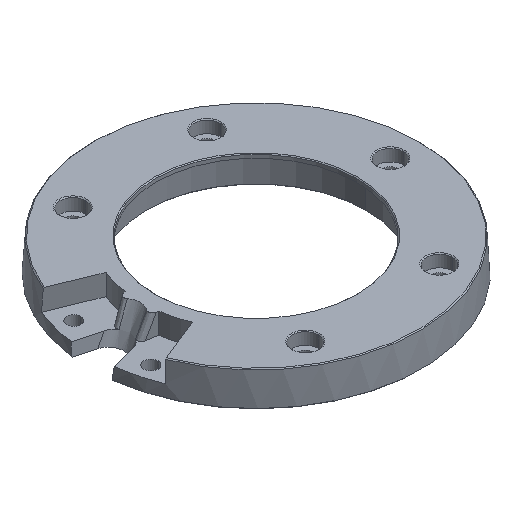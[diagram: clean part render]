
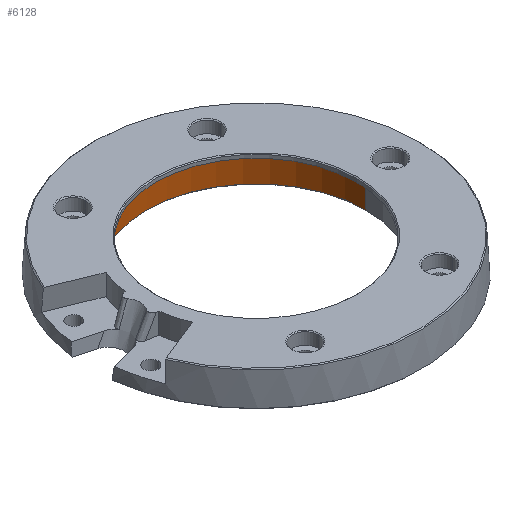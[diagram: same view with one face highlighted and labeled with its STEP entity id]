
A CAD part, isometric view. The second image highlights one B-rep face of the part: STEP entity #6128.
In plain terms, the highlighted cylindrical face has radius 26.15 mm (diameter 52.3 mm), a partial arc.
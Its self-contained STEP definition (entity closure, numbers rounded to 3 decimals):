
#209 = EDGE_LOOP ( 'NONE', ( #8880, #7644, #5977, #310 ) ) ;
#310 = ORIENTED_EDGE ( 'NONE', *, *, #7243, .T. ) ;
#375 = CYLINDRICAL_SURFACE ( 'NONE', #4618, 26.15 ) ;
#414 = DIRECTION ( 'NONE',  ( 0., 0., 1. ) ) ;
#530 = DIRECTION ( 'NONE',  ( 0., 0., -1. ) ) ;
#539 = VERTEX_POINT ( 'NONE', #9998 ) ;
#666 = AXIS2_PLACEMENT_3D ( 'NONE', #2036, #414, #2091 ) ;
#685 = CARTESIAN_POINT ( 'NONE',  ( -26.15, 0., 7. ) ) ;
#1981 = VERTEX_POINT ( 'NONE', #3758 ) ;
#2036 = CARTESIAN_POINT ( 'NONE',  ( 0., 0., 7. ) ) ;
#2089 = DIRECTION ( 'NONE',  ( 1., 0., 0. ) ) ;
#2091 = DIRECTION ( 'NONE',  ( 1., 0., 0. ) ) ;
#2219 = CIRCLE ( 'NONE', #666, 26.15 ) ;
#2471 = DIRECTION ( 'NONE',  ( 0., 0., -1. ) ) ;
#2959 = FACE_OUTER_BOUND ( 'NONE', #209, .T. ) ;
#3758 = CARTESIAN_POINT ( 'NONE',  ( 26.15, 0., 0.2 ) ) ;
#3776 = AXIS2_PLACEMENT_3D ( 'NONE', #4597, #6167, #2089 ) ;
#3872 = CARTESIAN_POINT ( 'NONE',  ( 0., 0., 8. ) ) ;
#4597 = CARTESIAN_POINT ( 'NONE',  ( 0., 0., 0.2 ) ) ;
#4618 = AXIS2_PLACEMENT_3D ( 'NONE', #3872, #530, #6234 ) ;
#5248 = EDGE_CURVE ( 'NONE', #539, #7318, #2219, .T. ) ;
#5275 = DIRECTION ( 'NONE',  ( 0., 0., -1. ) ) ;
#5680 = CARTESIAN_POINT ( 'NONE',  ( 26.15, 0., 8. ) ) ;
#5781 = LINE ( 'NONE', #5680, #9420 ) ;
#5841 = CARTESIAN_POINT ( 'NONE',  ( -26.15, 0., 0.2 ) ) ;
#5977 = ORIENTED_EDGE ( 'NONE', *, *, #8940, .T. ) ;
#6128 = ADVANCED_FACE ( 'NONE', ( #2959 ), #375, .F. ) ;
#6167 = DIRECTION ( 'NONE',  ( 0., 0., -1. ) ) ;
#6234 = DIRECTION ( 'NONE',  ( -1., 0., 0. ) ) ;
#6950 = LINE ( 'NONE', #9573, #8072 ) ;
#7243 = EDGE_CURVE ( 'NONE', #7791, #1981, #7891, .T. ) ;
#7318 = VERTEX_POINT ( 'NONE', #685 ) ;
#7644 = ORIENTED_EDGE ( 'NONE', *, *, #5248, .T. ) ;
#7791 = VERTEX_POINT ( 'NONE', #5841 ) ;
#7836 = EDGE_CURVE ( 'NONE', #539, #1981, #5781, .T. ) ;
#7891 = CIRCLE ( 'NONE', #3776, 26.15 ) ;
#8072 = VECTOR ( 'NONE', #5275, 1000. ) ;
#8880 = ORIENTED_EDGE ( 'NONE', *, *, #7836, .F. ) ;
#8940 = EDGE_CURVE ( 'NONE', #7318, #7791, #6950, .T. ) ;
#9420 = VECTOR ( 'NONE', #2471, 1000. ) ;
#9573 = CARTESIAN_POINT ( 'NONE',  ( -26.15, 0., 8. ) ) ;
#9998 = CARTESIAN_POINT ( 'NONE',  ( 26.15, 0., 7. ) ) ;
